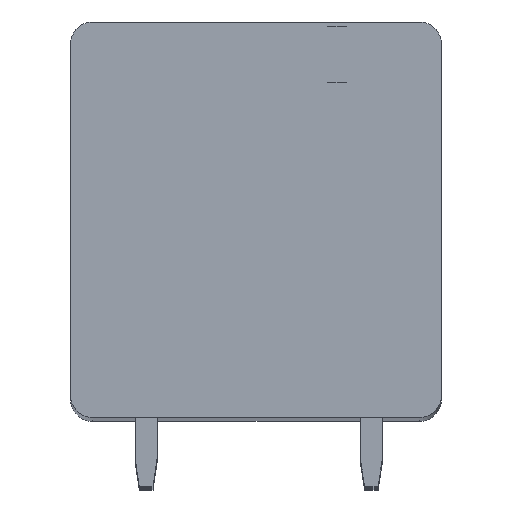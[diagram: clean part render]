
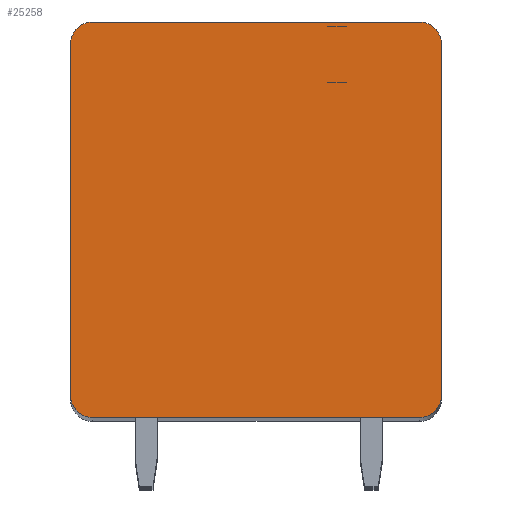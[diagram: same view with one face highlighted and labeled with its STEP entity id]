
A CAD part, top view. The second image highlights one B-rep face of the part: STEP entity #25258.
In plain terms, the highlighted planar face has unit normal (0, 0, 1).
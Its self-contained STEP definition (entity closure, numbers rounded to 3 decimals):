
#3094=CARTESIAN_POINT('',(-5.95,6.4,1.75));
#3095=DIRECTION('',(0.,0.,1.));
#3096=DIRECTION('',(0.,1.,0.));
#3097=AXIS2_PLACEMENT_3D('',#3094,#3095,#3096);
#3099=DIRECTION('',(-1.,0.,0.));
#3100=VECTOR('',#3099,11.9);
#3101=CARTESIAN_POINT('',(5.95,7.2,1.75));
#3102=LINE('',#3101,#3100);
#3103=CARTESIAN_POINT('',(5.95,6.4,1.75));
#3104=DIRECTION('',(0.,0.,1.));
#3105=DIRECTION('',(1.,0.,0.));
#3106=AXIS2_PLACEMENT_3D('',#3103,#3104,#3105);
#3108=DIRECTION('',(0.,1.,0.));
#3109=VECTOR('',#3108,12.8);
#3110=CARTESIAN_POINT('',(6.75,-6.4,1.75));
#3111=LINE('',#3110,#3109);
#3112=CARTESIAN_POINT('',(5.95,-6.4,1.75));
#3113=DIRECTION('',(0.,0.,1.));
#3114=DIRECTION('',(0.,-1.,0.));
#3115=AXIS2_PLACEMENT_3D('',#3112,#3113,#3114);
#3117=DIRECTION('',(1.,0.,0.));
#3118=VECTOR('',#3117,11.9);
#3119=CARTESIAN_POINT('',(-5.95,-7.2,1.75));
#3120=LINE('',#3119,#3118);
#3121=CARTESIAN_POINT('',(-5.95,-6.4,1.75));
#3122=DIRECTION('',(0.,0.,1.));
#3123=DIRECTION('',(-1.,0.,0.));
#3124=AXIS2_PLACEMENT_3D('',#3121,#3122,#3123);
#3126=DIRECTION('',(0.,-1.,0.));
#3127=VECTOR('',#3126,12.8);
#3128=CARTESIAN_POINT('',(-6.75,6.4,1.75));
#3129=LINE('',#3128,#3127);
#18743=CARTESIAN_POINT('',(-5.95,7.2,1.75));
#18744=VERTEX_POINT('',#18743);
#18745=CARTESIAN_POINT('',(-6.75,6.4,1.75));
#18746=VERTEX_POINT('',#18745);
#18751=CARTESIAN_POINT('',(6.75,6.4,1.75));
#18752=VERTEX_POINT('',#18751);
#18753=CARTESIAN_POINT('',(5.95,7.2,1.75));
#18754=VERTEX_POINT('',#18753);
#18759=CARTESIAN_POINT('',(-6.75,-6.4,1.75));
#18760=VERTEX_POINT('',#18759);
#18761=CARTESIAN_POINT('',(-5.95,-7.2,1.75));
#18762=VERTEX_POINT('',#18761);
#18767=CARTESIAN_POINT('',(5.95,-7.2,1.75));
#18768=VERTEX_POINT('',#18767);
#18769=CARTESIAN_POINT('',(6.75,-6.4,1.75));
#18770=VERTEX_POINT('',#18769);
#25243=CARTESIAN_POINT('',(0.,0.,1.75));
#25244=DIRECTION('',(0.,0.,1.));
#25245=DIRECTION('',(1.,0.,0.));
#25246=AXIS2_PLACEMENT_3D('',#25243,#25244,#25245);
#25247=PLANE('',#25246);
#25248=ORIENTED_EDGE('',*,*,#23345,.F.);
#25249=ORIENTED_EDGE('',*,*,#23361,.F.);
#25250=ORIENTED_EDGE('',*,*,#24018,.F.);
#25251=ORIENTED_EDGE('',*,*,#24033,.F.);
#25252=ORIENTED_EDGE('',*,*,#24506,.F.);
#25253=ORIENTED_EDGE('',*,*,#24519,.F.);
#25254=ORIENTED_EDGE('',*,*,#24994,.F.);
#25255=ORIENTED_EDGE('',*,*,#25006,.F.);
#25256=EDGE_LOOP('',(#25248,#25249,#25250,#25251,#25252,#25253,#25254,#25255));
#25257=FACE_OUTER_BOUND('',#25256,.F.);
#3098=CIRCLE('',#3097,0.8);
#3107=CIRCLE('',#3106,0.8);
#3116=CIRCLE('',#3115,0.8);
#3125=CIRCLE('',#3124,0.8);
#23345=EDGE_CURVE('',#18744,#18746,#3098,.T.);
#23361=EDGE_CURVE('',#18754,#18744,#3102,.T.);
#24018=EDGE_CURVE('',#18752,#18754,#3107,.T.);
#24033=EDGE_CURVE('',#18770,#18752,#3111,.T.);
#24506=EDGE_CURVE('',#18768,#18770,#3116,.T.);
#24519=EDGE_CURVE('',#18762,#18768,#3120,.T.);
#24994=EDGE_CURVE('',#18760,#18762,#3125,.T.);
#25006=EDGE_CURVE('',#18746,#18760,#3129,.T.);
#25258=ADVANCED_FACE('',(#25257),#25247,.T.);
